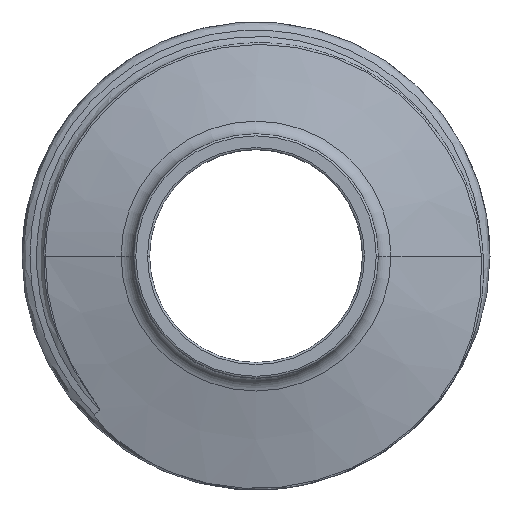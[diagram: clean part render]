
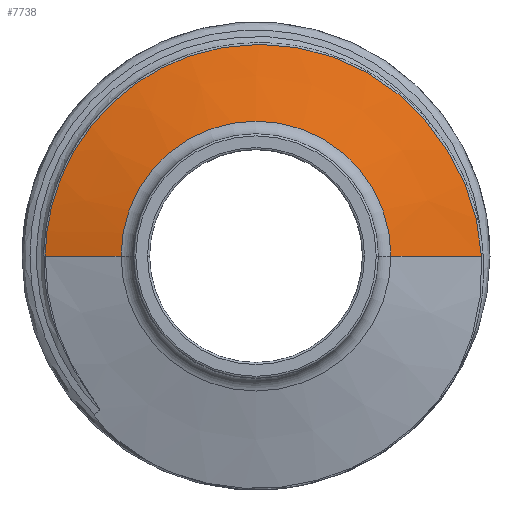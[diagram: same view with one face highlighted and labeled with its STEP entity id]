
A CAD part, left-side view. The second image highlights one B-rep face of the part: STEP entity #7738.
In plain terms, the highlighted conical face has half-angle 75 degrees and reference radius 22 mm.
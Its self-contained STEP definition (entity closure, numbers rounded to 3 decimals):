
#448 = CARTESIAN_POINT ( 'NONE',  ( -14.213, -21.204, 0. ) ) ;
#768 = CARTESIAN_POINT ( 'NONE',  ( -14.503, -9.432, 17.824 ) ) ;
#1276 = CARTESIAN_POINT ( 'NONE',  ( -14., 0., 0. ) ) ;
#1445 = DIRECTION ( 'NONE',  ( 1., 0., 0. ) ) ;
#1500 = AXIS2_PLACEMENT_3D ( 'NONE', #1276, #10652, #10585 ) ;
#1860 = CARTESIAN_POINT ( 'NONE',  ( -14., 22., 0. ) ) ;
#2107 = CONICAL_SURFACE ( 'NONE', #1500, 22., 1.309 ) ;
#2131 = EDGE_CURVE ( 'NONE', #8006, #8974, #18381, .T. ) ;
#2236 = CARTESIAN_POINT ( 'NONE',  ( -14.601, 18.678, 6.477 ) ) ;
#2375 = CARTESIAN_POINT ( 'NONE',  ( -14.545, -3.152, 19.727 ) ) ;
#2435 = CARTESIAN_POINT ( 'NONE',  ( -14.584, 19.822, 0. ) ) ;
#2505 = CARTESIAN_POINT ( 'NONE',  ( -16.496, 12.686, 0. ) ) ;
#2985 = DIRECTION ( 'NONE',  ( 0., 1., 0. ) ) ;
#3461 = CARTESIAN_POINT ( 'NONE',  ( -14.297, -20.282, 5.174 ) ) ;
#3525 = CARTESIAN_POINT ( 'NONE',  ( -14.351, -19.011, 8.192 ) ) ;
#3723 = CARTESIAN_POINT ( 'NONE',  ( -14.584, 5.959, 18.916 ) ) ;
#3850 = CARTESIAN_POINT ( 'NONE',  ( -14.599, 19.076, 5.219 ) ) ;
#3986 = CARTESIAN_POINT ( 'NONE',  ( -14.432, -15.693, 13.082 ) ) ;
#4939 = AXIS2_PLACEMENT_3D ( 'NONE', #6040, #1445, #2985 ) ;
#5306 = CARTESIAN_POINT ( 'NONE',  ( -14.604, 15.545, 12.246 ) ) ;
#5346 = CARTESIAN_POINT ( 'NONE',  ( -14.584, 19.822, 0. ) ) ;
#5502 = CARTESIAN_POINT ( 'NONE',  ( -14.57, 2.11, 19.805 ) ) ;
#6040 = CARTESIAN_POINT ( 'NONE',  ( -16.496, 0., 0. ) ) ;
#6402 = B_SPLINE_CURVE_WITH_KNOTS ( 'NONE', 3,
 ( #448, #8182, #6638, #12678, #18690, #3461, #17346, #3525, #11208, #14210, #16030, #9949, #3986, #17544, #19019, #8452, #6968, #14668, #768, #9887, #14537, #8254, #2375, #12874, #11542, #6698, #5502, #11406, #17414, #3723, #10084, #8525, #17692, #8324, #13138, #14471, #8387, #11335, #5306, #14604, #6765, #19152, #2236, #3850, #18954, #17480, #6838, #9825, #10021, #2435 ),
 .UNSPECIFIED., .F., .F.,
 ( 4, 2, 2, 2, 2, 2, 2, 2, 2, 2, 2, 2, 2, 2, 2, 2, 2, 2, 2, 2, 2, 2, 2, 2, 4 ),
 ( 0.011, 0.013, 0.015, 0.019, 0.021, 0.023, 0.027, 0.029, 0.031, 0.035, 0.039, 0.041, 0.043, 0.047, 0.049, 0.051, 0.054, 0.056, 0.058, 0.062, 0.066, 0.068, 0.07, 0.072, 0.074 ),
 .UNSPECIFIED. ) ;
#6638 = CARTESIAN_POINT ( 'NONE',  ( -14.234, -21.097, 1.309 ) ) ;
#6698 = CARTESIAN_POINT ( 'NONE',  ( -14.564, 0.805, 19.922 ) ) ;
#6765 = CARTESIAN_POINT ( 'NONE',  ( -14.604, 17.676, 8.9 ) ) ;
#6838 = CARTESIAN_POINT ( 'NONE',  ( -14.592, 19.626, 2.619 ) ) ;
#6968 = CARTESIAN_POINT ( 'NONE',  ( -14.477, -12.222, 16.12 ) ) ;
#7738 = ADVANCED_FACE ( 'NONE', ( #8813 ), #2107, .T. ) ;
#8006 = VERTEX_POINT ( 'NONE', #2505 ) ;
#8182 = CARTESIAN_POINT ( 'NONE',  ( -14.224, -21.166, 0.654 ) ) ;
#8254 = CARTESIAN_POINT ( 'NONE',  ( -14.541, -3.8, 19.626 ) ) ;
#8324 = CARTESIAN_POINT ( 'NONE',  ( -14.598, 11.233, 16.28 ) ) ;
#8387 = CARTESIAN_POINT ( 'NONE',  ( -14.602, 13.294, 14.625 ) ) ;
#8452 = CARTESIAN_POINT ( 'NONE',  ( -14.471, -12.751, 15.733 ) ) ;
#8525 = CARTESIAN_POINT ( 'NONE',  ( -14.591, 8.414, 17.964 ) ) ;
#8813 = FACE_OUTER_BOUND ( 'NONE', #12305, .T. ) ;
#8974 = VERTEX_POINT ( 'NONE', #5346 ) ;
#9825 = CARTESIAN_POINT ( 'NONE',  ( -14.588, 19.772, 1.311 ) ) ;
#9887 = CARTESIAN_POINT ( 'NONE',  ( -14.522, -6.98, 18.846 ) ) ;
#9949 = CARTESIAN_POINT ( 'NONE',  ( -14.417, -16.544, 12.082 ) ) ;
#10021 = CARTESIAN_POINT ( 'NONE',  ( -14.586, 19.813, 0.656 ) ) ;
#10084 = CARTESIAN_POINT ( 'NONE',  ( -14.586, 6.585, 18.699 ) ) ;
#10372 = CARTESIAN_POINT ( 'NONE',  ( -16.496, -12.686, 0. ) ) ;
#10545 = DIRECTION ( 'NONE',  ( 0.259, -0.966, 0. ) ) ;
#10585 = DIRECTION ( 'NONE',  ( 0., 1., 0. ) ) ;
#10652 = DIRECTION ( 'NONE',  ( 1., 0., 0. ) ) ;
#11208 = CARTESIAN_POINT ( 'NONE',  ( -14.362, -18.701, 8.78 ) ) ;
#11335 = CARTESIAN_POINT ( 'NONE',  ( -14.604, 14.699, 13.251 ) ) ;
#11341 = VERTEX_POINT ( 'NONE', #10372 ) ;
#11406 = CARTESIAN_POINT ( 'NONE',  ( -14.577, 4.044, 19.441 ) ) ;
#11542 = CARTESIAN_POINT ( 'NONE',  ( -14.555, -1.176, 19.905 ) ) ;
#11659 = ORIENTED_EDGE ( 'NONE', *, *, #2131, .F. ) ;
#12061 = CARTESIAN_POINT ( 'NONE',  ( -14., -22., 0. ) ) ;
#12305 = EDGE_LOOP ( 'NONE', ( #15265, #15116, #17996, #11659 ) ) ;
#12678 = CARTESIAN_POINT ( 'NONE',  ( -14.255, -20.895, 2.619 ) ) ;
#12874 = CARTESIAN_POINT ( 'NONE',  ( -14.552, -1.842, 19.866 ) ) ;
#13138 = CARTESIAN_POINT ( 'NONE',  ( -14.599, 11.773, 15.888 ) ) ;
#13294 = VERTEX_POINT ( 'NONE', #13525 ) ;
#13525 = CARTESIAN_POINT ( 'NONE',  ( -14.213, -21.204, 0. ) ) ;
#13709 = LINE ( 'NONE', #12061, #17286 ) ;
#14210 = CARTESIAN_POINT ( 'NONE',  ( -14.382, -18.035, 9.922 ) ) ;
#14471 = CARTESIAN_POINT ( 'NONE',  ( -14.601, 12.803, 15.062 ) ) ;
#14516 = EDGE_CURVE ( 'NONE', #11341, #13294, #13709, .T. ) ;
#14537 = CARTESIAN_POINT ( 'NONE',  ( -14.53, -5.724, 19.231 ) ) ;
#14589 = CIRCLE ( 'NONE', #4939, 12.686 ) ;
#14604 = CARTESIAN_POINT ( 'NONE',  ( -14.604, 17.046, 10.052 ) ) ;
#14668 = CARTESIAN_POINT ( 'NONE',  ( -14.494, -10.587, 17.204 ) ) ;
#15116 = ORIENTED_EDGE ( 'NONE', *, *, #14516, .T. ) ;
#15265 = ORIENTED_EDGE ( 'NONE', *, *, #17099, .T. ) ;
#15780 = DIRECTION ( 'NONE',  ( 0.259, 0.966, 0. ) ) ;
#16030 = CARTESIAN_POINT ( 'NONE',  ( -14.391, -17.68, 10.476 ) ) ;
#17099 = EDGE_CURVE ( 'NONE', #8006, #11341, #14589, .T. ) ;
#17286 = VECTOR ( 'NONE', #10545, 1000. ) ;
#17346 = CARTESIAN_POINT ( 'NONE',  ( -14.319, -19.844, 6.405 ) ) ;
#17414 = CARTESIAN_POINT ( 'NONE',  ( -14.579, 4.685, 19.288 ) ) ;
#17480 = CARTESIAN_POINT ( 'NONE',  ( -14.594, 19.521, 3.275 ) ) ;
#17544 = CARTESIAN_POINT ( 'NONE',  ( -14.453, -14.272, 14.466 ) ) ;
#17692 = CARTESIAN_POINT ( 'NONE',  ( -14.594, 9.576, 17.36 ) ) ;
#17716 = EDGE_CURVE ( 'NONE', #13294, #8974, #6402, .T. ) ;
#17996 = ORIENTED_EDGE ( 'NONE', *, *, #17716, .T. ) ;
#18381 = LINE ( 'NONE', #1860, #19085 ) ;
#18690 = CARTESIAN_POINT ( 'NONE',  ( -14.266, -20.764, 3.266 ) ) ;
#18954 = CARTESIAN_POINT ( 'NONE',  ( -14.597, 19.246, 4.574 ) ) ;
#19019 = CARTESIAN_POINT ( 'NONE',  ( -14.459, -13.774, 14.908 ) ) ;
#19085 = VECTOR ( 'NONE', #15780, 1000. ) ;
#19152 = CARTESIAN_POINT ( 'NONE',  ( -14.602, 18.449, 7.093 ) ) ;
